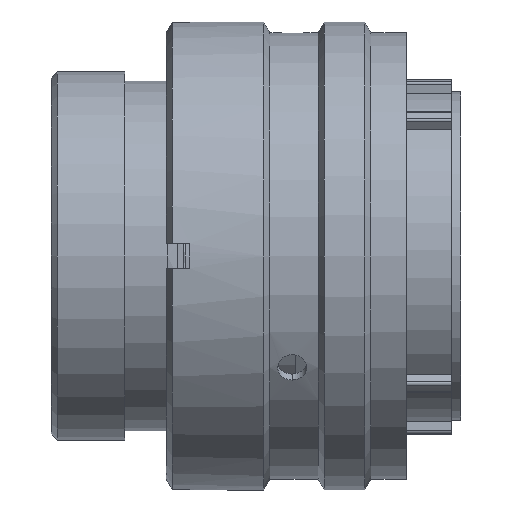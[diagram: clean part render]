
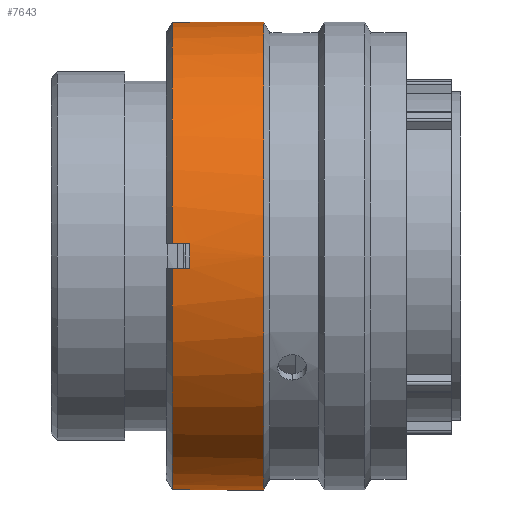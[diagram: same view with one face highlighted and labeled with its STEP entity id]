
A CAD part, front view. The second image highlights one B-rep face of the part: STEP entity #7643.
In plain terms, the highlighted cylindrical face has radius 19.05 mm (diameter 38.1 mm), a partial arc.
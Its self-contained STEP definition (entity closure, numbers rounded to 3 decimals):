
#717 = DIRECTION ( 'NONE',  ( 0., 0., -1. ) ) ;
#738 = VECTOR ( 'NONE', #12510, 1000. ) ;
#1206 = LINE ( 'NONE', #26825, #39602 ) ;
#1752 = ORIENTED_EDGE ( 'NONE', *, *, #24147, .T. ) ;
#2084 = LINE ( 'NONE', #14436, #53859 ) ;
#2635 = CARTESIAN_POINT ( 'NONE',  ( 9.878, -19.024, -1. ) ) ;
#2698 = CARTESIAN_POINT ( 'NONE',  ( 28.928, 0., -19.05 ) ) ;
#2980 = CARTESIAN_POINT ( 'NONE',  ( 28.928, -1., -19.024 ) ) ;
#5260 = DIRECTION ( 'NONE',  ( 1., 0., 0. ) ) ;
#6186 = AXIS2_PLACEMENT_3D ( 'NONE', #35267, #5260, #40326 ) ;
#6248 = CARTESIAN_POINT ( 'NONE',  ( 11.278, 0., -19.05 ) ) ;
#6459 = CARTESIAN_POINT ( 'NONE',  ( 28.928, -19.024, -1. ) ) ;
#6841 = ORIENTED_EDGE ( 'NONE', *, *, #14787, .T. ) ;
#6951 = AXIS2_PLACEMENT_3D ( 'NONE', #14440, #49551, #19508 ) ;
#7002 = CARTESIAN_POINT ( 'NONE',  ( 9.878, -1., -19.024 ) ) ;
#7643 = ADVANCED_FACE ( 'NONE', ( #35512 ), #15873, .T. ) ;
#7969 = DIRECTION ( 'NONE',  ( 1., 0., 0. ) ) ;
#8441 = CARTESIAN_POINT ( 'NONE',  ( 17.298, 0., -19.05 ) ) ;
#9408 = ORIENTED_EDGE ( 'NONE', *, *, #47350, .F. ) ;
#11071 = EDGE_CURVE ( 'NONE', #26094, #22170, #40029, .T. ) ;
#11388 = CARTESIAN_POINT ( 'NONE',  ( 11.278, 0., 0. ) ) ;
#11501 = DIRECTION ( 'NONE',  ( -1., 0., 0. ) ) ;
#12510 = DIRECTION ( 'NONE',  ( 1., 0., 0. ) ) ;
#13557 = ORIENTED_EDGE ( 'NONE', *, *, #32127, .T. ) ;
#14436 = CARTESIAN_POINT ( 'NONE',  ( 28.928, -1., 19.024 ) ) ;
#14440 = CARTESIAN_POINT ( 'NONE',  ( 17.298, 0., 0. ) ) ;
#14787 = EDGE_CURVE ( 'NONE', #14942, #41481, #36993, .T. ) ;
#14942 = VERTEX_POINT ( 'NONE', #16814 ) ;
#15873 = CYLINDRICAL_SURFACE ( 'NONE', #40433, 19.05 ) ;
#16400 = DIRECTION ( 'NONE',  ( 0., 0., 1. ) ) ;
#16814 = CARTESIAN_POINT ( 'NONE',  ( 9.878, -1., 19.024 ) ) ;
#17659 = ORIENTED_EDGE ( 'NONE', *, *, #48205, .T. ) ;
#18172 = EDGE_CURVE ( 'NONE', #26824, #26094, #18727, .T. ) ;
#18436 = CARTESIAN_POINT ( 'NONE',  ( 11.278, -19.024, 1. ) ) ;
#18650 = DIRECTION ( 'NONE',  ( 1., 0., 0. ) ) ;
#18727 = CIRCLE ( 'NONE', #44681, 19.05 ) ;
#19508 = DIRECTION ( 'NONE',  ( 0., 0., -1. ) ) ;
#19742 = DIRECTION ( 'NONE',  ( 1., 0., 0. ) ) ;
#20403 = ORIENTED_EDGE ( 'NONE', *, *, #45419, .T. ) ;
#20812 = LINE ( 'NONE', #50031, #45926 ) ;
#21734 = AXIS2_PLACEMENT_3D ( 'NONE', #48713, #18650, #53787 ) ;
#22170 = VERTEX_POINT ( 'NONE', #2635 ) ;
#24147 = EDGE_CURVE ( 'NONE', #50859, #14942, #2084, .T. ) ;
#25138 = CARTESIAN_POINT ( 'NONE',  ( 9.878, 0., 0. ) ) ;
#25593 = VERTEX_POINT ( 'NONE', #37660 ) ;
#26094 = VERTEX_POINT ( 'NONE', #41771 ) ;
#26824 = VERTEX_POINT ( 'NONE', #18436 ) ;
#26825 = CARTESIAN_POINT ( 'NONE',  ( 28.928, -19.024, 1. ) ) ;
#27209 = VERTEX_POINT ( 'NONE', #7002 ) ;
#28970 = EDGE_LOOP ( 'NONE', ( #35316, #17659, #1752, #6841, #54275, #39956, #44339, #35616, #13557, #31361, #20403, #9408 ) ) ;
#29102 = VERTEX_POINT ( 'NONE', #6248 ) ;
#30069 = CIRCLE ( 'NONE', #49127, 19.05 ) ;
#30169 = DIRECTION ( 'NONE',  ( 0., 0., -1. ) ) ;
#30704 = CARTESIAN_POINT ( 'NONE',  ( 28.928, 0., 0. ) ) ;
#31361 = ORIENTED_EDGE ( 'NONE', *, *, #60963, .T. ) ;
#32127 = EDGE_CURVE ( 'NONE', #27209, #47890, #52968, .T. ) ;
#35267 = CARTESIAN_POINT ( 'NONE',  ( 9.878, 0., 0. ) ) ;
#35316 = ORIENTED_EDGE ( 'NONE', *, *, #36183, .F. ) ;
#35512 = FACE_OUTER_BOUND ( 'NONE', #28970, .T. ) ;
#35616 = ORIENTED_EDGE ( 'NONE', *, *, #53268, .T. ) ;
#36183 = EDGE_CURVE ( 'NONE', #47914, #25593, #20812, .T. ) ;
#36993 = CIRCLE ( 'NONE', #6186, 19.05 ) ;
#37660 = CARTESIAN_POINT ( 'NONE',  ( 17.298, 0., 19.05 ) ) ;
#39113 = LINE ( 'NONE', #2698, #738 ) ;
#39596 = VECTOR ( 'NONE', #7969, 1000. ) ;
#39602 = VECTOR ( 'NONE', #62186, 1000. ) ;
#39918 = CIRCLE ( 'NONE', #49641, 19.05 ) ;
#39956 = ORIENTED_EDGE ( 'NONE', *, *, #18172, .T. ) ;
#40029 = LINE ( 'NONE', #6459, #53388 ) ;
#40326 = DIRECTION ( 'NONE',  ( 0., 0., -1. ) ) ;
#40433 = AXIS2_PLACEMENT_3D ( 'NONE', #30704, #55494, #717 ) ;
#40496 = CARTESIAN_POINT ( 'NONE',  ( 11.278, 0., 19.05 ) ) ;
#41481 = VERTEX_POINT ( 'NONE', #59542 ) ;
#41771 = CARTESIAN_POINT ( 'NONE',  ( 11.278, -19.024, -1. ) ) ;
#44339 = ORIENTED_EDGE ( 'NONE', *, *, #11071, .T. ) ;
#44681 = AXIS2_PLACEMENT_3D ( 'NONE', #11388, #46476, #16400 ) ;
#45419 = EDGE_CURVE ( 'NONE', #29102, #64052, #39113, .T. ) ;
#45542 = CARTESIAN_POINT ( 'NONE',  ( 11.278, -1., -19.024 ) ) ;
#45926 = VECTOR ( 'NONE', #50449, 1000. ) ;
#46476 = DIRECTION ( 'NONE',  ( 1., 0., 0. ) ) ;
#47297 = CIRCLE ( 'NONE', #6951, 19.05 ) ;
#47350 = EDGE_CURVE ( 'NONE', #25593, #64052, #47297, .T. ) ;
#47890 = VERTEX_POINT ( 'NONE', #45542 ) ;
#47914 = VERTEX_POINT ( 'NONE', #40496 ) ;
#48205 = EDGE_CURVE ( 'NONE', #47914, #50859, #55747, .T. ) ;
#48713 = CARTESIAN_POINT ( 'NONE',  ( 11.278, 0., 0. ) ) ;
#49127 = AXIS2_PLACEMENT_3D ( 'NONE', #25138, #60280, #30169 ) ;
#49545 = DIRECTION ( 'NONE',  ( -1., 0., 0. ) ) ;
#49551 = DIRECTION ( 'NONE',  ( 1., 0., 0. ) ) ;
#49641 = AXIS2_PLACEMENT_3D ( 'NONE', #49764, #19742, #54829 ) ;
#49764 = CARTESIAN_POINT ( 'NONE',  ( 11.278, 0., 0. ) ) ;
#50031 = CARTESIAN_POINT ( 'NONE',  ( 28.928, 0., 19.05 ) ) ;
#50449 = DIRECTION ( 'NONE',  ( 1., 0., 0. ) ) ;
#50859 = VERTEX_POINT ( 'NONE', #50920 ) ;
#50920 = CARTESIAN_POINT ( 'NONE',  ( 11.278, -1., 19.024 ) ) ;
#52968 = LINE ( 'NONE', #2980, #39596 ) ;
#53268 = EDGE_CURVE ( 'NONE', #22170, #27209, #30069, .T. ) ;
#53388 = VECTOR ( 'NONE', #11501, 1000. ) ;
#53787 = DIRECTION ( 'NONE',  ( 0., 0., 1. ) ) ;
#53859 = VECTOR ( 'NONE', #49545, 1000. ) ;
#54275 = ORIENTED_EDGE ( 'NONE', *, *, #58827, .T. ) ;
#54829 = DIRECTION ( 'NONE',  ( 0., 0., 1. ) ) ;
#55494 = DIRECTION ( 'NONE',  ( 1., 0., 0. ) ) ;
#55747 = CIRCLE ( 'NONE', #21734, 19.05 ) ;
#58827 = EDGE_CURVE ( 'NONE', #41481, #26824, #1206, .T. ) ;
#59542 = CARTESIAN_POINT ( 'NONE',  ( 9.878, -19.024, 1. ) ) ;
#60280 = DIRECTION ( 'NONE',  ( 1., 0., 0. ) ) ;
#60963 = EDGE_CURVE ( 'NONE', #47890, #29102, #39918, .T. ) ;
#62186 = DIRECTION ( 'NONE',  ( 1., 0., 0. ) ) ;
#64052 = VERTEX_POINT ( 'NONE', #8441 ) ;
